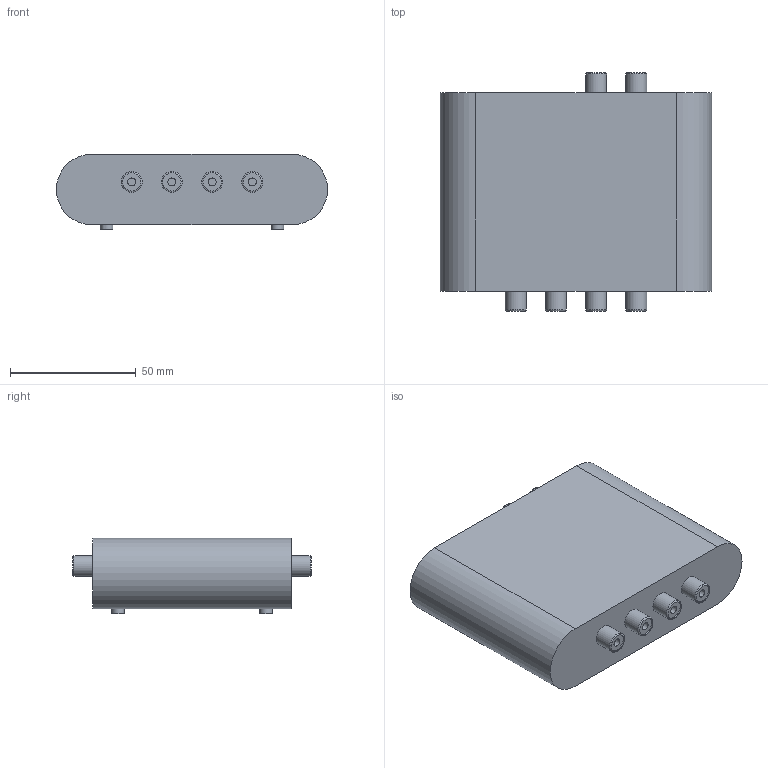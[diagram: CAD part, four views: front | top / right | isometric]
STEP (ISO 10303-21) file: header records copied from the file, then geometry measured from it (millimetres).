
FILE_DESCRIPTION(('FreeCAD Model'),'2;1');
FILE_NAME( 'MiniDSP_2x4.step' ,'2021-01-14T18:56:01',('Author'),(''), 'Open CASCADE STEP processor 6.8','FreeCAD','Unknown');
FILE_SCHEMA(('AUTOMOTIVE_DESIGN_CC2 { 1 2 10303 214 -1 1 5 4 }'));
Length unit declared in the file: millimetre
Products named in the file (1): MiniDSP_2x4
Bounding box: 108 x 95 x 30 mm (x, y, z)
Volume: 227704.3 mm3; surface area: 27246.6 mm2
Topology: 1 solids, 1 shells, 62 faces, 111 edges, 70 vertices
Faces by surface type: plane 31, cylinder 25, revolution 6
Full cylindrical faces by diameter (mm): 3.2 x6, 5 x5, 7.3 x6, 8.3 x6
Entity records: 3483 total; most frequent: CARTESIAN_POINT 574, DIRECTION 504, LINE 239, VECTOR 239, ORIENTED_EDGE 222, PCURVE 222, DEFINITIONAL_REPRESENTATION 222, AXIS2_PLACEMENT_3D 119
